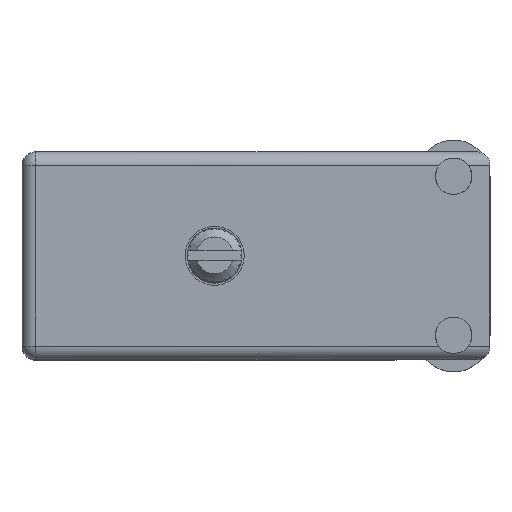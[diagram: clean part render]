
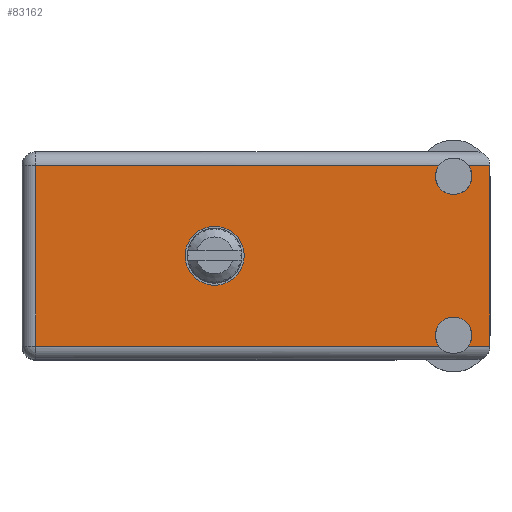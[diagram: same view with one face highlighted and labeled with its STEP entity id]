
A CAD part, top view. The second image highlights one B-rep face of the part: STEP entity #83162.
In plain terms, the highlighted face is planar.
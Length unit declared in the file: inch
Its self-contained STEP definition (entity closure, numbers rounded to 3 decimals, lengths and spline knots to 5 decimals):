
#3458 = AXIS2_PLACEMENT_3D ( 'NONE', #137545, #64594, #167081 ) ;
#3626 = CARTESIAN_POINT ( 'NONE',  ( 1.484, 0.906, -0.631 ) ) ;
#5825 = CARTESIAN_POINT ( 'NONE',  ( 0.047, 0.906, -0.715 ) ) ;
#5907 = CARTESIAN_POINT ( 'NONE',  ( 1.609, 0.906, -0.047 ) ) ;
#5926 = CIRCLE ( 'NONE', #89641, 0.0625 ) ;
#6694 = DIRECTION ( 'NONE',  ( 0., 1., 0. ) ) ;
#8031 = DIRECTION ( 'NONE',  ( -1., 0., 0. ) ) ;
#10025 = ORIENTED_EDGE ( 'NONE', *, *, #110203, .F. ) ;
#10179 = ORIENTED_EDGE ( 'NONE', *, *, #25555, .F. ) ;
#11814 = EDGE_CURVE ( 'NONE', #170148, #130395, #123499, .T. ) ;
#13394 = DIRECTION ( 'NONE',  ( 0., 1., 0. ) ) ;
#13802 = ORIENTED_EDGE ( 'NONE', *, *, #119887, .F. ) ;
#14456 = EDGE_LOOP ( 'NONE', ( #10179, #55472 ) ) ;
#14487 = VERTEX_POINT ( 'NONE', #126170 ) ;
#15946 = CARTESIAN_POINT ( 'NONE',  ( 0.047, 0.906, -0.047 ) ) ;
#16572 = CIRCLE ( 'NONE', #125918, 0.0625 ) ;
#17693 = EDGE_CURVE ( 'NONE', #156265, #182916, #47168, .T. ) ;
#21237 = DIRECTION ( 'NONE',  ( 0., 0., 1. ) ) ;
#24765 = VERTEX_POINT ( 'NONE', #40561 ) ;
#25555 = EDGE_CURVE ( 'NONE', #69821, #35592, #104726, .T. ) ;
#26814 = PLANE ( 'NONE',  #56762 ) ;
#27028 = EDGE_CURVE ( 'NONE', #47756, #14487, #5926, .T. ) ;
#33945 = VECTOR ( 'NONE', #21237, 39.37008 ) ;
#35592 = VERTEX_POINT ( 'NONE', #142036 ) ;
#35750 = CARTESIAN_POINT ( 'NONE',  ( 1.43363, 0.906, -0.047 ) ) ;
#37303 = DIRECTION ( 'NONE',  ( 0., 1., 0. ) ) ;
#37525 = CARTESIAN_POINT ( 'NONE',  ( 0., 0.906, -0.668 ) ) ;
#40561 = CARTESIAN_POINT ( 'NONE',  ( 1.43363, 0.906, -0.668 ) ) ;
#41262 = ORIENTED_EDGE ( 'NONE', *, *, #11814, .T. ) ;
#47168 = LINE ( 'NONE', #116241, #143348 ) ;
#47756 = VERTEX_POINT ( 'NONE', #98779 ) ;
#49050 = ORIENTED_EDGE ( 'NONE', *, *, #104448, .T. ) ;
#49534 = DIRECTION ( 'NONE',  ( 0., 1., 0. ) ) ;
#53271 = CARTESIAN_POINT ( 'NONE',  ( 1.484, 0.906, -0.084 ) ) ;
#53735 = CARTESIAN_POINT ( 'NONE',  ( 0., 0.906, -0.715 ) ) ;
#55472 = ORIENTED_EDGE ( 'NONE', *, *, #182938, .F. ) ;
#56762 = AXIS2_PLACEMENT_3D ( 'NONE', #53735, #156242, #128707 ) ;
#57300 = VECTOR ( 'NONE', #8031, 39.37008 ) ;
#58127 = DIRECTION ( 'NONE',  ( -1., 0., 0. ) ) ;
#59537 = EDGE_LOOP ( 'NONE', ( #142475, #67319, #100181, #174437, #90672, #148867, #10025, #13802, #49050, #41262 ) ) ;
#62621 = DIRECTION ( 'NONE',  ( 0., 1., 0. ) ) ;
#64594 = DIRECTION ( 'NONE',  ( 0., 1., 0. ) ) ;
#64653 = EDGE_CURVE ( 'NONE', #14487, #90866, #95540, .T. ) ;
#64820 = CARTESIAN_POINT ( 'NONE',  ( 1.609, 0.906, -0.047 ) ) ;
#65197 = VERTEX_POINT ( 'NONE', #171299 ) ;
#67319 = ORIENTED_EDGE ( 'NONE', *, *, #64653, .F. ) ;
#69821 = VERTEX_POINT ( 'NONE', #150709 ) ;
#70356 = LINE ( 'NONE', #105404, #164206 ) ;
#72424 = FACE_OUTER_BOUND ( 'NONE', #59537, .T. ) ;
#79551 = DIRECTION ( 'NONE',  ( 1., 0., 0. ) ) ;
#81595 = FACE_BOUND ( 'NONE', #14456, .T. ) ;
#83162 = ADVANCED_FACE ( 'NONE', ( #81595, #72424 ), #26814, .T. ) ;
#85006 = LINE ( 'NONE', #64820, #185834 ) ;
#85311 = CARTESIAN_POINT ( 'NONE',  ( 1.53437, 0.906, -0.668 ) ) ;
#87080 = AXIS2_PLACEMENT_3D ( 'NONE', #109108, #49534, #138490 ) ;
#88941 = CARTESIAN_POINT ( 'NONE',  ( 1.484, 0.906, -0.631 ) ) ;
#89641 = AXIS2_PLACEMENT_3D ( 'NONE', #53271, #37303, #183919 ) ;
#90428 = CIRCLE ( 'NONE', #87080, 0.1015 ) ;
#90672 = ORIENTED_EDGE ( 'NONE', *, *, #17693, .F. ) ;
#90866 = VERTEX_POINT ( 'NONE', #35750 ) ;
#93217 = CIRCLE ( 'NONE', #176921, 0.0625 ) ;
#94462 = CARTESIAN_POINT ( 'NONE',  ( 1.484, 0.906, -0.084 ) ) ;
#95540 = CIRCLE ( 'NONE', #183143, 0.0625 ) ;
#96266 = LINE ( 'NONE', #37525, #57300 ) ;
#98779 = CARTESIAN_POINT ( 'NONE',  ( 1.53437, 0.906, -0.047 ) ) ;
#100181 = ORIENTED_EDGE ( 'NONE', *, *, #27028, .F. ) ;
#104448 = EDGE_CURVE ( 'NONE', #24765, #170148, #126338, .T. ) ;
#104726 = CIRCLE ( 'NONE', #3458, 0.1015 ) ;
#105404 = CARTESIAN_POINT ( 'NONE',  ( 1.609, 0.906, -0.047 ) ) ;
#106199 = DIRECTION ( 'NONE',  ( 0., 0., 1. ) ) ;
#107938 = VECTOR ( 'NONE', #58127, 39.37008 ) ;
#109108 = CARTESIAN_POINT ( 'NONE',  ( 0.6625, 0.906, -0.3575 ) ) ;
#110203 = EDGE_CURVE ( 'NONE', #65197, #116372, #93217, .T. ) ;
#116241 = CARTESIAN_POINT ( 'NONE',  ( 1.609, 0.906, 0. ) ) ;
#116372 = VERTEX_POINT ( 'NONE', #85311 ) ;
#119887 = EDGE_CURVE ( 'NONE', #24765, #65197, #16572, .T. ) ;
#120972 = EDGE_CURVE ( 'NONE', #130395, #90866, #85006, .T. ) ;
#123499 = LINE ( 'NONE', #5825, #33945 ) ;
#125918 = AXIS2_PLACEMENT_3D ( 'NONE', #88941, #13394, #188866 ) ;
#126170 = CARTESIAN_POINT ( 'NONE',  ( 1.484, 0.906, -0.1465 ) ) ;
#126338 = LINE ( 'NONE', #131150, #107938 ) ;
#128707 = DIRECTION ( 'NONE',  ( 0., 0., 1. ) ) ;
#129013 = CARTESIAN_POINT ( 'NONE',  ( 1.609, 0.906, -0.668 ) ) ;
#130395 = VERTEX_POINT ( 'NONE', #15946 ) ;
#131150 = CARTESIAN_POINT ( 'NONE',  ( 0., 0.906, -0.668 ) ) ;
#137545 = CARTESIAN_POINT ( 'NONE',  ( 0.6625, 0.906, -0.3575 ) ) ;
#138490 = DIRECTION ( 'NONE',  ( 0., 0., 1. ) ) ;
#142036 = CARTESIAN_POINT ( 'NONE',  ( 0.6625, 0.906, -0.459 ) ) ;
#142076 = CARTESIAN_POINT ( 'NONE',  ( 0.047, 0.906, -0.668 ) ) ;
#142475 = ORIENTED_EDGE ( 'NONE', *, *, #120972, .T. ) ;
#143348 = VECTOR ( 'NONE', #161613, 39.37008 ) ;
#148867 = ORIENTED_EDGE ( 'NONE', *, *, #153678, .T. ) ;
#150709 = CARTESIAN_POINT ( 'NONE',  ( 0.6625, 0.906, -0.256 ) ) ;
#151482 = DIRECTION ( 'NONE',  ( 0., 0., 1. ) ) ;
#153678 = EDGE_CURVE ( 'NONE', #156265, #116372, #96266, .T. ) ;
#156242 = DIRECTION ( 'NONE',  ( 0., 1., 0. ) ) ;
#156265 = VERTEX_POINT ( 'NONE', #129013 ) ;
#161613 = DIRECTION ( 'NONE',  ( 0., 0., 1. ) ) ;
#163008 = DIRECTION ( 'NONE',  ( 1., 0., 0. ) ) ;
#164206 = VECTOR ( 'NONE', #163008, 39.37008 ) ;
#164968 = EDGE_CURVE ( 'NONE', #47756, #182916, #70356, .T. ) ;
#167081 = DIRECTION ( 'NONE',  ( 0., 0., 1. ) ) ;
#170148 = VERTEX_POINT ( 'NONE', #142076 ) ;
#171299 = CARTESIAN_POINT ( 'NONE',  ( 1.484, 0.906, -0.5685 ) ) ;
#174437 = ORIENTED_EDGE ( 'NONE', *, *, #164968, .T. ) ;
#176921 = AXIS2_PLACEMENT_3D ( 'NONE', #3626, #62621, #106199 ) ;
#182916 = VERTEX_POINT ( 'NONE', #5907 ) ;
#182938 = EDGE_CURVE ( 'NONE', #35592, #69821, #90428, .T. ) ;
#183143 = AXIS2_PLACEMENT_3D ( 'NONE', #94462, #6694, #151482 ) ;
#183919 = DIRECTION ( 'NONE',  ( 0., 0., 1. ) ) ;
#185834 = VECTOR ( 'NONE', #79551, 39.37008 ) ;
#188866 = DIRECTION ( 'NONE',  ( 0., 0., 1. ) ) ;
